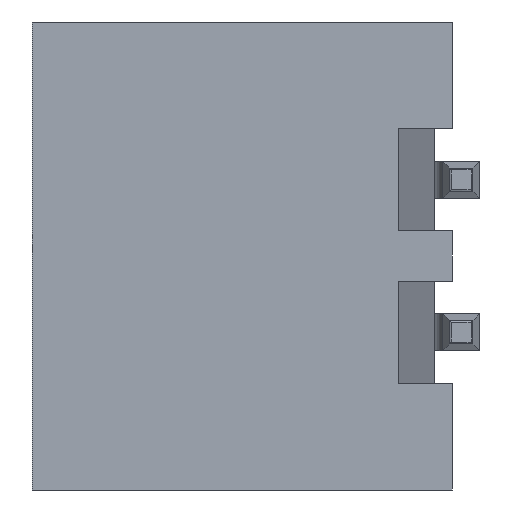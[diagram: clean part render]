
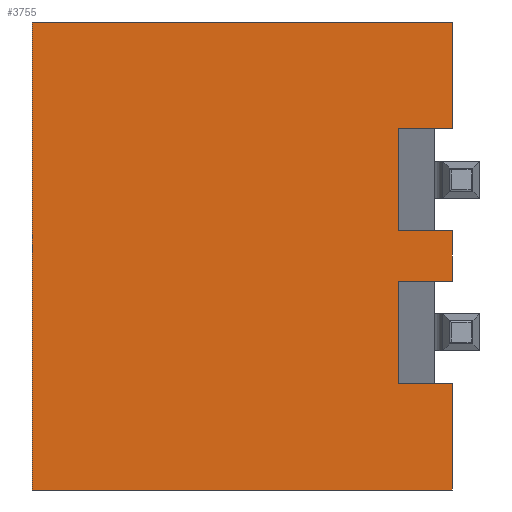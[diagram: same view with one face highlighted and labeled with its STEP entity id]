
A CAD part, left-side view. The second image highlights one B-rep face of the part: STEP entity #3755.
In plain terms, the highlighted planar face has unit normal (-1, 0, 0).
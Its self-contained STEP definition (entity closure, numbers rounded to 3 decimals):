
#259=PLANE('',#4025);
#463=FACE_OUTER_BOUND('',#674,.T.);
#674=EDGE_LOOP('',(#3236,#3237,#3238,#3239,#3240,#3241,#3242,#3243,#3244,
#3245,#3246,#3247));
#935=LINE('',#6930,#1298);
#1039=LINE('',#7313,#1402);
#1065=LINE('',#7378,#1428);
#1068=LINE('',#7384,#1431);
#1074=LINE('',#7396,#1437);
#1076=LINE('',#7400,#1439);
#1077=LINE('',#7402,#1440);
#1078=LINE('',#7404,#1441);
#1079=LINE('',#7406,#1442);
#1080=LINE('',#7408,#1443);
#1081=LINE('',#7409,#1444);
#1082=LINE('',#7410,#1445);
#1298=VECTOR('',#4559,10.);
#1402=VECTOR('',#4773,10.);
#1428=VECTOR('',#4843,10.);
#1431=VECTOR('',#4848,10.);
#1437=VECTOR('',#4860,10.);
#1439=VECTOR('',#4864,10.);
#1440=VECTOR('',#4865,10.);
#1441=VECTOR('',#4866,10.);
#1442=VECTOR('',#4867,10.);
#1443=VECTOR('',#4868,10.);
#1444=VECTOR('',#4869,10.);
#1445=VECTOR('',#4870,10.);
#1654=VERTEX_POINT('',#6927);
#1655=VERTEX_POINT('',#6929);
#1740=VERTEX_POINT('',#7311);
#1756=VERTEX_POINT('',#7375);
#1757=VERTEX_POINT('',#7377);
#1759=VERTEX_POINT('',#7383);
#1762=VERTEX_POINT('',#7395);
#1763=VERTEX_POINT('',#7399);
#1764=VERTEX_POINT('',#7401);
#1765=VERTEX_POINT('',#7403);
#1766=VERTEX_POINT('',#7405);
#1767=VERTEX_POINT('',#7407);
#2085=EDGE_CURVE('',#1654,#1655,#935,.T.);
#2220=EDGE_CURVE('',#1740,#1654,#1039,.T.);
#2252=EDGE_CURVE('',#1757,#1756,#1065,.T.);
#2255=EDGE_CURVE('',#1759,#1757,#1068,.T.);
#2261=EDGE_CURVE('',#1762,#1759,#1074,.T.);
#2263=EDGE_CURVE('',#1756,#1763,#1076,.T.);
#2264=EDGE_CURVE('',#1763,#1764,#1077,.T.);
#2265=EDGE_CURVE('',#1764,#1765,#1078,.T.);
#2266=EDGE_CURVE('',#1765,#1766,#1079,.T.);
#2267=EDGE_CURVE('',#1766,#1767,#1080,.T.);
#2268=EDGE_CURVE('',#1767,#1655,#1081,.T.);
#2269=EDGE_CURVE('',#1740,#1762,#1082,.T.);
#3236=ORIENTED_EDGE('',*,*,#2261,.T.);
#3237=ORIENTED_EDGE('',*,*,#2255,.T.);
#3238=ORIENTED_EDGE('',*,*,#2252,.T.);
#3239=ORIENTED_EDGE('',*,*,#2263,.T.);
#3240=ORIENTED_EDGE('',*,*,#2264,.T.);
#3241=ORIENTED_EDGE('',*,*,#2265,.T.);
#3242=ORIENTED_EDGE('',*,*,#2266,.T.);
#3243=ORIENTED_EDGE('',*,*,#2267,.T.);
#3244=ORIENTED_EDGE('',*,*,#2268,.T.);
#3245=ORIENTED_EDGE('',*,*,#2085,.F.);
#3246=ORIENTED_EDGE('',*,*,#2220,.F.);
#3247=ORIENTED_EDGE('',*,*,#2269,.T.);
#3755=ADVANCED_FACE('',(#463),#259,.T.);
#4025=AXIS2_PLACEMENT_3D('',#7398,#4862,#4863);
#4559=DIRECTION('',(0.,0.,1.));
#4773=DIRECTION('',(0.,1.,0.));
#4843=DIRECTION('',(0.,-1.,0.));
#4848=DIRECTION('',(0.,0.,1.));
#4860=DIRECTION('',(0.,1.,0.));
#4862=DIRECTION('center_axis',(-1.,0.,0.));
#4863=DIRECTION('ref_axis',(0.,0.,1.));
#4864=DIRECTION('',(0.,0.,1.));
#4865=DIRECTION('',(0.,1.,0.));
#4866=DIRECTION('',(0.,0.,1.));
#4867=DIRECTION('',(0.,-1.,0.));
#4868=DIRECTION('',(0.,0.,1.));
#4869=DIRECTION('',(0.,1.,0.));
#4870=DIRECTION('',(0.,0.,1.));
#6927=CARTESIAN_POINT('',(-2.85,7.,-3.9));
#6929=CARTESIAN_POINT('',(-2.85,7.,3.9));
#6930=CARTESIAN_POINT('',(-2.85,7.,-3.9));
#7311=CARTESIAN_POINT('',(-2.85,0.,-3.9));
#7313=CARTESIAN_POINT('',(-2.85,0.,-3.9));
#7375=CARTESIAN_POINT('',(-2.85,0.,-0.42));
#7377=CARTESIAN_POINT('',(-2.85,0.9,-0.42));
#7378=CARTESIAN_POINT('',(-2.85,0.225,-0.42));
#7383=CARTESIAN_POINT('',(-2.85,0.9,-2.12));
#7384=CARTESIAN_POINT('',(-2.85,0.9,-2.585));
#7395=CARTESIAN_POINT('',(-2.85,0.,-2.12));
#7396=CARTESIAN_POINT('',(-2.85,0.225,-2.12));
#7398=CARTESIAN_POINT('Origin',(-2.85,0.,-3.9));
#7399=CARTESIAN_POINT('',(-2.85,0.,0.42));
#7400=CARTESIAN_POINT('',(-2.85,0.,-3.9));
#7401=CARTESIAN_POINT('',(-2.85,0.9,0.42));
#7402=CARTESIAN_POINT('',(-2.85,0.225,0.42));
#7403=CARTESIAN_POINT('',(-2.85,0.9,2.12));
#7404=CARTESIAN_POINT('',(-2.85,0.9,-1.315));
#7405=CARTESIAN_POINT('',(-2.85,0.,2.12));
#7406=CARTESIAN_POINT('',(-2.85,0.225,2.12));
#7407=CARTESIAN_POINT('',(-2.85,0.,3.9));
#7408=CARTESIAN_POINT('',(-2.85,0.,-3.9));
#7409=CARTESIAN_POINT('',(-2.85,0.,3.9));
#7410=CARTESIAN_POINT('',(-2.85,0.,-3.9));
